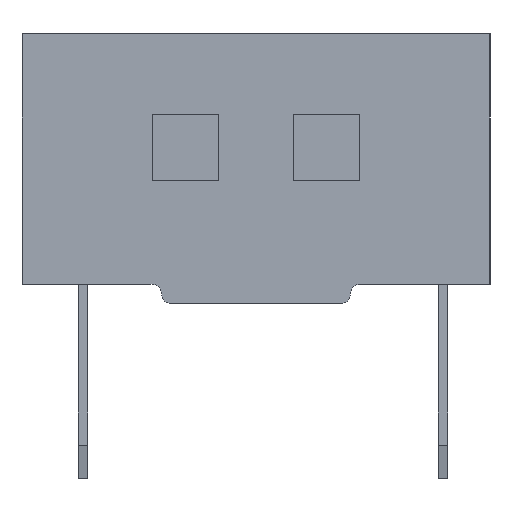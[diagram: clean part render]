
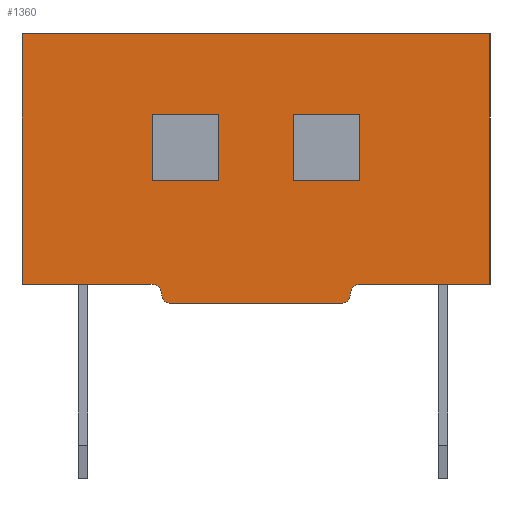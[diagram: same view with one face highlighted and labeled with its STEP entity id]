
A CAD part, left-side view. The second image highlights one B-rep face of the part: STEP entity #1360.
In plain terms, the highlighted planar face has unit normal (-1, 0, 0).
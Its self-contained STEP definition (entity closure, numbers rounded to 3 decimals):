
#1360 = ADVANCED_FACE( '', ( #2790, #2791, #2792 ), #2793, .F. );
#2790 = FACE_BOUND( '', #4286, .T. );
#2791 = FACE_BOUND( '', #4287, .T. );
#2792 = FACE_OUTER_BOUND( '', #4288, .T. );
#2793 = PLANE( '', #4289 );
#4286 = EDGE_LOOP( '', ( #8270, #8271, #8272, #8273 ) );
#4287 = EDGE_LOOP( '', ( #8274, #8275, #8276, #8277 ) );
#4288 = EDGE_LOOP( '', ( #8278, #8279, #8280, #8281, #8282, #8283, #8284, #8285, #8286, #8287 ) );
#4289 = AXIS2_PLACEMENT_3D( '', #8288, #8289, #8290 );
#8270 = ORIENTED_EDGE( '', *, *, #10355, .F. );
#8271 = ORIENTED_EDGE( '', *, *, #9305, .F. );
#8272 = ORIENTED_EDGE( '', *, *, #9765, .F. );
#8273 = ORIENTED_EDGE( '', *, *, #10724, .F. );
#8274 = ORIENTED_EDGE( '', *, *, #10739, .F. );
#8275 = ORIENTED_EDGE( '', *, *, #10038, .F. );
#8276 = ORIENTED_EDGE( '', *, *, #10505, .F. );
#8277 = ORIENTED_EDGE( '', *, *, #10740, .F. );
#8278 = ORIENTED_EDGE( '', *, *, #10741, .T. );
#8279 = ORIENTED_EDGE( '', *, *, #10617, .T. );
#8280 = ORIENTED_EDGE( '', *, *, #10144, .T. );
#8281 = ORIENTED_EDGE( '', *, *, #9393, .F. );
#8282 = ORIENTED_EDGE( '', *, *, #10742, .T. );
#8283 = ORIENTED_EDGE( '', *, *, #10732, .T. );
#8284 = ORIENTED_EDGE( '', *, *, #10428, .T. );
#8285 = ORIENTED_EDGE( '', *, *, #10743, .F. );
#8286 = ORIENTED_EDGE( '', *, *, #10656, .F. );
#8287 = ORIENTED_EDGE( '', *, *, #9738, .T. );
#8288 = CARTESIAN_POINT( '', ( -15.74, 4.95, 5.3 ) );
#8289 = DIRECTION( '', ( 1., 0., 0. ) );
#8290 = DIRECTION( '', ( 0., 0., -1. ) );
#9305 = EDGE_CURVE( '', #11011, #11012, #11013, .T. );
#9393 = EDGE_CURVE( '', #11171, #11172, #11173, .T. );
#9738 = EDGE_CURVE( '', #11775, #11773, #11776, .T. );
#9765 = EDGE_CURVE( '', #11820, #11011, #11821, .T. );
#10038 = EDGE_CURVE( '', #12263, #12264, #12265, .T. );
#10144 = EDGE_CURVE( '', #12418, #11172, #12419, .F. );
#10355 = EDGE_CURVE( '', #11012, #12704, #12705, .T. );
#10428 = EDGE_CURVE( '', #12798, #12796, #12799, .T. );
#10505 = EDGE_CURVE( '', #12899, #12263, #12900, .T. );
#10617 = EDGE_CURVE( '', #13031, #12418, #13032, .T. );
#10656 = EDGE_CURVE( '', #11775, #13075, #13076, .T. );
#10724 = EDGE_CURVE( '', #12704, #11820, #13160, .T. );
#10732 = EDGE_CURVE( '', #13169, #12798, #13170, .T. );
#10739 = EDGE_CURVE( '', #12264, #13177, #13178, .T. );
#10740 = EDGE_CURVE( '', #13177, #12899, #13179, .T. );
#10741 = EDGE_CURVE( '', #11773, #13031, #13180, .T. );
#10742 = EDGE_CURVE( '', #11171, #13169, #13181, .F. );
#10743 = EDGE_CURVE( '', #13075, #12796, #13182, .T. );
#11011 = VERTEX_POINT( '', #13518 );
#11012 = VERTEX_POINT( '', #13519 );
#11013 = LINE( '', #13520, #13521 );
#11171 = VERTEX_POINT( '', #13844 );
#11172 = VERTEX_POINT( '', #13845 );
#11173 = LINE( '', #13846, #13847 );
#11773 = VERTEX_POINT( '', #14838 );
#11775 = VERTEX_POINT( '', #14841 );
#11776 = LINE( '', #14842, #14843 );
#11820 = VERTEX_POINT( '', #14907 );
#11821 = LINE( '', #14908, #14909 );
#12263 = VERTEX_POINT( '', #15771 );
#12264 = VERTEX_POINT( '', #15772 );
#12265 = LINE( '', #15773, #15774 );
#12418 = VERTEX_POINT( '', #16097 );
#12419 = CIRCLE( '', #16098, 0.2 );
#12704 = VERTEX_POINT( '', #16669 );
#12705 = LINE( '', #16670, #16671 );
#12796 = VERTEX_POINT( '', #16846 );
#12798 = VERTEX_POINT( '', #16849 );
#12799 = LINE( '', #16850, #16851 );
#12899 = VERTEX_POINT( '', #17079 );
#12900 = LINE( '', #17080, #17081 );
#13031 = VERTEX_POINT( '', #17320 );
#13032 = CIRCLE( '', #17321, 0.2 );
#13075 = VERTEX_POINT( '', #17458 );
#13076 = LINE( '', #17459, #17460 );
#13160 = LINE( '', #17662, #17663 );
#13169 = VERTEX_POINT( '', #17673 );
#13170 = CIRCLE( '', #17674, 0.2 );
#13177 = VERTEX_POINT( '', #17684 );
#13178 = LINE( '', #17685, #17686 );
#13179 = LINE( '', #17687, #17688 );
#13180 = LINE( '', #17689, #17690 );
#13181 = CIRCLE( '', #17691, 0.2 );
#13182 = LINE( '', #17692, #17693 );
#13518 = CARTESIAN_POINT( '', ( -15.74, 0.8, 3.6 ) );
#13519 = CARTESIAN_POINT( '', ( -15.74, 2.2, 3.6 ) );
#13520 = CARTESIAN_POINT( '', ( -15.74, 0.8, 3.6 ) );
#13521 = VECTOR( '', #17911, 1000. );
#13844 = CARTESIAN_POINT( '', ( -15.74, -1.8, -0.4 ) );
#13845 = CARTESIAN_POINT( '', ( -15.74, 1.8, -0.4 ) );
#13846 = CARTESIAN_POINT( '', ( -15.74, -2., -0.4 ) );
#13847 = VECTOR( '', #17960, 1000. );
#14838 = CARTESIAN_POINT( '', ( -15.74, 4.95, 0. ) );
#14841 = CARTESIAN_POINT( '', ( -15.74, 4.95, 5.3 ) );
#14842 = CARTESIAN_POINT( '', ( -15.74, 4.95, 5.3 ) );
#14843 = VECTOR( '', #18215, 1000. );
#14907 = CARTESIAN_POINT( '', ( -15.74, 0.8, 2.2 ) );
#14908 = CARTESIAN_POINT( '', ( -15.74, 0.8, 2.2 ) );
#14909 = VECTOR( '', #18232, 1000. );
#15771 = CARTESIAN_POINT( '', ( -15.74, -0.8, 2.2 ) );
#15772 = CARTESIAN_POINT( '', ( -15.74, -2.2, 2.2 ) );
#15773 = CARTESIAN_POINT( '', ( -15.74, -0.8, 2.2 ) );
#15774 = VECTOR( '', #18409, 1000. );
#16097 = CARTESIAN_POINT( '', ( -15.74, 2., -0.2 ) );
#16098 = AXIS2_PLACEMENT_3D( '', #18474, #18475, #18476 );
#16669 = CARTESIAN_POINT( '', ( -15.74, 2.2, 2.2 ) );
#16670 = CARTESIAN_POINT( '', ( -15.74, 2.2, 3.6 ) );
#16671 = VECTOR( '', #18601, 1000. );
#16846 = CARTESIAN_POINT( '', ( -15.74, -4.95, 0. ) );
#16849 = CARTESIAN_POINT( '', ( -15.74, -2.2, 0. ) );
#16850 = CARTESIAN_POINT( '', ( -15.74, 4.95, 0. ) );
#16851 = VECTOR( '', #18639, 1000. );
#17079 = CARTESIAN_POINT( '', ( -15.74, -0.8, 3.6 ) );
#17080 = CARTESIAN_POINT( '', ( -15.74, -0.8, 3.6 ) );
#17081 = VECTOR( '', #18682, 1000. );
#17320 = CARTESIAN_POINT( '', ( -15.74, 2.2, 0. ) );
#17321 = AXIS2_PLACEMENT_3D( '', #18734, #18735, #18736 );
#17458 = CARTESIAN_POINT( '', ( -15.74, -4.95, 5.3 ) );
#17459 = CARTESIAN_POINT( '', ( -15.74, 4.95, 5.3 ) );
#17460 = VECTOR( '', #18751, 1000. );
#17662 = CARTESIAN_POINT( '', ( -15.74, 2.2, 2.2 ) );
#17663 = VECTOR( '', #18781, 1000. );
#17673 = CARTESIAN_POINT( '', ( -15.74, -2., -0.2 ) );
#17674 = AXIS2_PLACEMENT_3D( '', #18786, #18787, #18788 );
#17684 = CARTESIAN_POINT( '', ( -15.74, -2.2, 3.6 ) );
#17685 = CARTESIAN_POINT( '', ( -15.74, -2.2, 2.2 ) );
#17686 = VECTOR( '', #18795, 1000. );
#17687 = CARTESIAN_POINT( '', ( -15.74, -2.2, 3.6 ) );
#17688 = VECTOR( '', #18796, 1000. );
#17689 = CARTESIAN_POINT( '', ( -15.74, 4.95, 0. ) );
#17690 = VECTOR( '', #18797, 1000. );
#17691 = AXIS2_PLACEMENT_3D( '', #18798, #18799, #18800 );
#17692 = CARTESIAN_POINT( '', ( -15.74, -4.95, 5.3 ) );
#17693 = VECTOR( '', #18801, 1000. );
#17911 = DIRECTION( '', ( 0., 1., 0. ) );
#17960 = DIRECTION( '', ( 0., 1., 0. ) );
#18215 = DIRECTION( '', ( 0., 0., -1. ) );
#18232 = DIRECTION( '', ( 0., 0., 1. ) );
#18409 = DIRECTION( '', ( 0., -1., 0. ) );
#18474 = CARTESIAN_POINT( '', ( -15.74, 1.8, -0.2 ) );
#18475 = DIRECTION( '', ( 1., 0., 0. ) );
#18476 = DIRECTION( '', ( 0., 0., -1. ) );
#18601 = DIRECTION( '', ( 0., 0., -1. ) );
#18639 = DIRECTION( '', ( 0., -1., 0. ) );
#18682 = DIRECTION( '', ( 0., 0., -1. ) );
#18734 = CARTESIAN_POINT( '', ( -15.74, 2.2, -0.2 ) );
#18735 = DIRECTION( '', ( 1., 0., 0. ) );
#18736 = DIRECTION( '', ( 0., 0., -1. ) );
#18751 = DIRECTION( '', ( 0., -1., 0. ) );
#18781 = DIRECTION( '', ( 0., -1., 0. ) );
#18786 = CARTESIAN_POINT( '', ( -15.74, -2.2, -0.2 ) );
#18787 = DIRECTION( '', ( 1., 0., 0. ) );
#18788 = DIRECTION( '', ( 0., 0., -1. ) );
#18795 = DIRECTION( '', ( 0., 0., 1. ) );
#18796 = DIRECTION( '', ( 0., 1., 0. ) );
#18797 = DIRECTION( '', ( 0., -1., 0. ) );
#18798 = CARTESIAN_POINT( '', ( -15.74, -1.8, -0.2 ) );
#18799 = DIRECTION( '', ( 1., 0., 0. ) );
#18800 = DIRECTION( '', ( 0., 0., -1. ) );
#18801 = DIRECTION( '', ( 0., 0., -1. ) );
